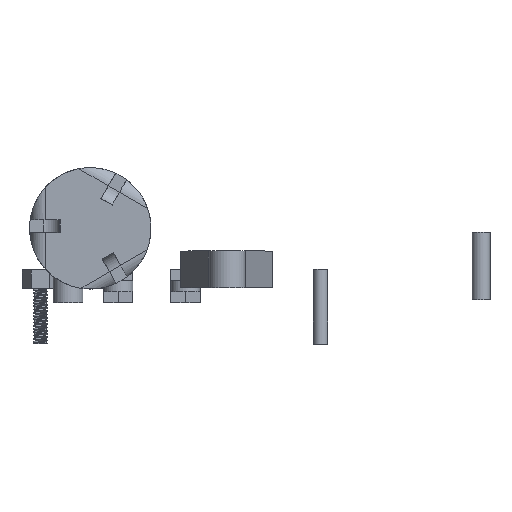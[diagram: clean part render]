
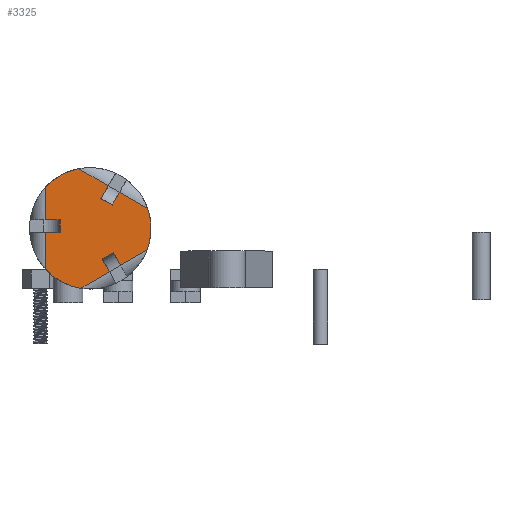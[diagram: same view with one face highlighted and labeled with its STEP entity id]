
A CAD part, top view. The second image highlights one B-rep face of the part: STEP entity #3325.
In plain terms, the highlighted planar face has unit normal (0, 0, 1).
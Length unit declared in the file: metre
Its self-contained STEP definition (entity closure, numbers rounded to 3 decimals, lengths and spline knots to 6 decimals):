
#118=PLANE('',#3714);
#260=LINE('',#5356,#547);
#262=LINE('',#5364,#549);
#267=LINE('',#5376,#554);
#268=LINE('',#5377,#555);
#269=LINE('',#5379,#556);
#270=LINE('',#5381,#557);
#271=LINE('',#5383,#558);
#272=LINE('',#5385,#559);
#273=LINE('',#5386,#560);
#274=LINE('',#5388,#561);
#275=LINE('',#5390,#562);
#276=LINE('',#5392,#563);
#277=LINE('',#5394,#564);
#278=LINE('',#5395,#565);
#279=LINE('',#5396,#566);
#547=VECTOR('',#4114,1.);
#549=VECTOR('',#4122,1.);
#554=VECTOR('',#4131,1.);
#555=VECTOR('',#4132,1.);
#556=VECTOR('',#4133,1.);
#557=VECTOR('',#4134,1.);
#558=VECTOR('',#4135,1.);
#559=VECTOR('',#4136,1.);
#560=VECTOR('',#4137,1.);
#561=VECTOR('',#4138,1.);
#562=VECTOR('',#4139,1.);
#563=VECTOR('',#4140,1.);
#564=VECTOR('',#4141,1.);
#565=VECTOR('',#4142,1.);
#566=VECTOR('',#4143,1.);
#819=CIRCLE('',#3699,0.016458);
#821=CIRCLE('',#3701,0.016458);
#825=CIRCLE('',#3705,0.016458);
#988=ORIENTED_EDGE('',*,*,#1930,.F.);
#989=ORIENTED_EDGE('',*,*,#1910,.T.);
#990=ORIENTED_EDGE('',*,*,#1931,.T.);
#991=ORIENTED_EDGE('',*,*,#1932,.T.);
#992=ORIENTED_EDGE('',*,*,#1933,.F.);
#993=ORIENTED_EDGE('',*,*,#1934,.F.);
#994=ORIENTED_EDGE('',*,*,#1935,.T.);
#995=ORIENTED_EDGE('',*,*,#1900,.T.);
#996=ORIENTED_EDGE('',*,*,#1936,.T.);
#997=ORIENTED_EDGE('',*,*,#1937,.F.);
#998=ORIENTED_EDGE('',*,*,#1938,.T.);
#999=ORIENTED_EDGE('',*,*,#1939,.T.);
#1000=ORIENTED_EDGE('',*,*,#1940,.T.);
#1001=ORIENTED_EDGE('',*,*,#1892,.T.);
#1002=ORIENTED_EDGE('',*,*,#1941,.F.);
#1003=ORIENTED_EDGE('',*,*,#1920,.T.);
#1004=ORIENTED_EDGE('',*,*,#1942,.F.);
#1005=ORIENTED_EDGE('',*,*,#1924,.F.);
#1892=EDGE_CURVE('',#2365,#2364,#819,.T.);
#1900=EDGE_CURVE('',#2373,#2372,#821,.T.);
#1910=EDGE_CURVE('',#2383,#2382,#825,.T.);
#1920=EDGE_CURVE('',#2386,#2391,#260,.T.);
#1924=EDGE_CURVE('',#2394,#2395,#262,.T.);
#1930=EDGE_CURVE('',#2383,#2394,#267,.T.);
#1931=EDGE_CURVE('',#2382,#2400,#268,.T.);
#1932=EDGE_CURVE('',#2400,#2401,#269,.T.);
#1933=EDGE_CURVE('',#2402,#2401,#270,.T.);
#1934=EDGE_CURVE('',#2403,#2402,#271,.T.);
#1935=EDGE_CURVE('',#2403,#2373,#272,.T.);
#1936=EDGE_CURVE('',#2372,#2404,#273,.T.);
#1937=EDGE_CURVE('',#2405,#2404,#274,.T.);
#1938=EDGE_CURVE('',#2405,#2406,#275,.T.);
#1939=EDGE_CURVE('',#2406,#2407,#276,.T.);
#1940=EDGE_CURVE('',#2407,#2365,#277,.T.);
#1941=EDGE_CURVE('',#2386,#2364,#278,.T.);
#1942=EDGE_CURVE('',#2395,#2391,#279,.T.);
#2364=VERTEX_POINT('',#5268);
#2365=VERTEX_POINT('',#5270);
#2372=VERTEX_POINT('',#5296);
#2373=VERTEX_POINT('',#5298);
#2382=VERTEX_POINT('',#5335);
#2383=VERTEX_POINT('',#5337);
#2386=VERTEX_POINT('',#5344);
#2391=VERTEX_POINT('',#5355);
#2394=VERTEX_POINT('',#5363);
#2395=VERTEX_POINT('',#5365);
#2400=VERTEX_POINT('',#5378);
#2401=VERTEX_POINT('',#5380);
#2402=VERTEX_POINT('',#5382);
#2403=VERTEX_POINT('',#5384);
#2404=VERTEX_POINT('',#5387);
#2405=VERTEX_POINT('',#5389);
#2406=VERTEX_POINT('',#5391);
#2407=VERTEX_POINT('',#5393);
#2714=EDGE_LOOP('',(#988,#989,#990,#991,#992,#993,#994,#995,#996,#997,#998,
#999,#1000,#1001,#1002,#1003,#1004,#1005));
#2993=FACE_BOUND('',#2714,.T.);
#3325=ADVANCED_FACE('',(#2993),#118,.T.);
#3699=AXIS2_PLACEMENT_3D('',#5269,#4078,#4079);
#3701=AXIS2_PLACEMENT_3D('',#5297,#4086,#4087);
#3705=AXIS2_PLACEMENT_3D('',#5336,#4098,#4099);
#3714=AXIS2_PLACEMENT_3D('',#5375,#4129,#4130);
#4078=DIRECTION('',(0.,0.,1.));
#4079=DIRECTION('',(1.,0.,0.));
#4086=DIRECTION('',(0.,0.,1.));
#4087=DIRECTION('',(1.,0.,0.));
#4098=DIRECTION('',(0.,0.,1.));
#4099=DIRECTION('',(1.,0.,0.));
#4114=DIRECTION('',(-0.5,-0.866,0.));
#4122=DIRECTION('',(-0.5,-0.866,0.));
#4129=DIRECTION('',(0.,0.,1.));
#4130=DIRECTION('',(1.,0.,0.));
#4131=DIRECTION('',(0.866,-0.5,0.));
#4132=DIRECTION('',(0.,-1.,0.));
#4133=DIRECTION('',(1.,0.,0.));
#4134=DIRECTION('',(0.,1.,0.));
#4135=DIRECTION('',(1.,0.,0.));
#4136=DIRECTION('',(0.,-1.,0.));
#4137=DIRECTION('',(0.866,0.5,0.));
#4138=DIRECTION('',(0.5,-0.866,0.));
#4139=DIRECTION('',(0.866,0.5,0.));
#4140=DIRECTION('',(0.5,-0.866,0.));
#4141=DIRECTION('',(0.866,0.5,0.));
#4142=DIRECTION('',(0.866,-0.5,0.));
#4143=DIRECTION('',(0.866,-0.5,0.));
#5268=CARTESIAN_POINT('',(-0.040754,0.016517,0.01));
#5269=CARTESIAN_POINT('',(-0.056314,0.011153,0.01));
#5270=CARTESIAN_POINT('',(-0.040963,0.005218,0.01));
#5296=CARTESIAN_POINT('',(-0.058849,-0.005109,0.01));
#5297=CARTESIAN_POINT('',(-0.056314,0.011153,0.01));
#5298=CARTESIAN_POINT('',(-0.068527,0.000121,0.01));
#5335=CARTESIAN_POINT('',(-0.068527,0.022186,0.01));
#5336=CARTESIAN_POINT('',(-0.056314,0.011153,0.01));
#5337=CARTESIAN_POINT('',(-0.059448,0.02731,0.01));
#5344=CARTESIAN_POINT('',(-0.048392,0.020927,0.01));
#5355=CARTESIAN_POINT('',(-0.050401,0.017447,0.01));
#5356=CARTESIAN_POINT('',(-0.054576,0.010215,0.01));
#5363=CARTESIAN_POINT('',(-0.051423,0.022677,0.01));
#5364=CARTESIAN_POINT('',(-0.057607,0.011965,0.01));
#5365=CARTESIAN_POINT('',(-0.053432,0.019197,0.01));
#5375=CARTESIAN_POINT('',(-0.056516,0.011335,0.01));
#5376=CARTESIAN_POINT('',(-0.050331,0.022047,0.01));
#5377=CARTESIAN_POINT('',(-0.068527,0.011335,0.01));
#5378=CARTESIAN_POINT('',(-0.068527,0.0135,0.01));
#5379=CARTESIAN_POINT('',(-0.056516,0.0135,0.01));
#5380=CARTESIAN_POINT('',(-0.064484,0.0135,0.01));
#5381=CARTESIAN_POINT('',(-0.064484,0.011335,0.01));
#5382=CARTESIAN_POINT('',(-0.064484,0.01,0.01));
#5383=CARTESIAN_POINT('',(-0.056516,0.01,0.01));
#5384=CARTESIAN_POINT('',(-0.068527,0.01,0.01));
#5385=CARTESIAN_POINT('',(-0.068527,0.011335,0.01));
#5386=CARTESIAN_POINT('',(-0.049979,0.000013,0.01));
#5387=CARTESIAN_POINT('',(-0.0511,-0.000634,0.01));
#5388=CARTESIAN_POINT('',(-0.057637,0.010688,0.01));
#5389=CARTESIAN_POINT('',(-0.053103,0.002836,0.01));
#5390=CARTESIAN_POINT('',(-0.051983,0.003483,0.01));
#5391=CARTESIAN_POINT('',(-0.050072,0.004586,0.01));
#5392=CARTESIAN_POINT('',(-0.054606,0.012438,0.01));
#5393=CARTESIAN_POINT('',(-0.048069,0.001116,0.01));
#5394=CARTESIAN_POINT('',(-0.049979,0.000013,0.01));
#5395=CARTESIAN_POINT('',(-0.050331,0.022047,0.01));
#5396=CARTESIAN_POINT('',(-0.05234,0.018567,0.01));
